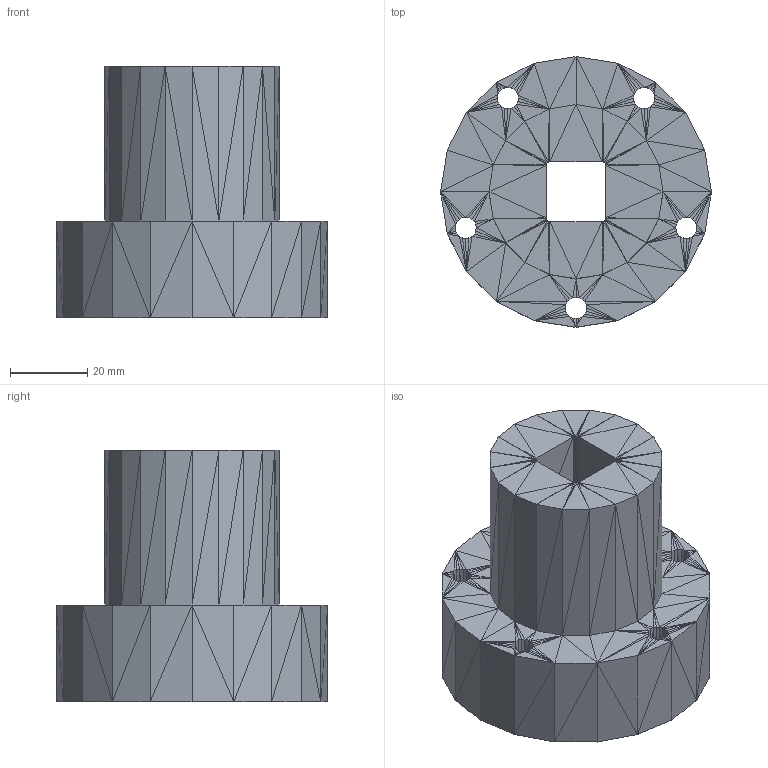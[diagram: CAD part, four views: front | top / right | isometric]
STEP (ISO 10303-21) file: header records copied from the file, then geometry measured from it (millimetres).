
FILE_DESCRIPTION((' Model'),'2;1');
FILE_NAME(' Shape Model','2023-09-25T22:01:38',(''),( ''),' ','','Unknown');
FILE_SCHEMA(('AUTOMOTIVE_DESIGN { 1 0 10303 214 1 1 1 1 }'));
Length unit declared in the file: millimetre
Products named in the file (1):  STEP translator 7.5 1
Bounding box: 70 x 70 x 65 mm (x, y, z)
Surface area: 26318.6 mm2 (no closed solid volume)
Topology: 0 solids, 1 shells, 842 faces, 1263 edges, 411 vertices
Faces by surface type: plane 842
Entity records: 31573 total; most frequent: CARTESIAN_POINT 6306, DIRECTION 4212, ORIENTED_EDGE 2526, LINE 2526, VECTOR 2526, PCURVE 2526, DEFINITIONAL_REPRESENTATION 2526, EDGE_CURVE 1263
